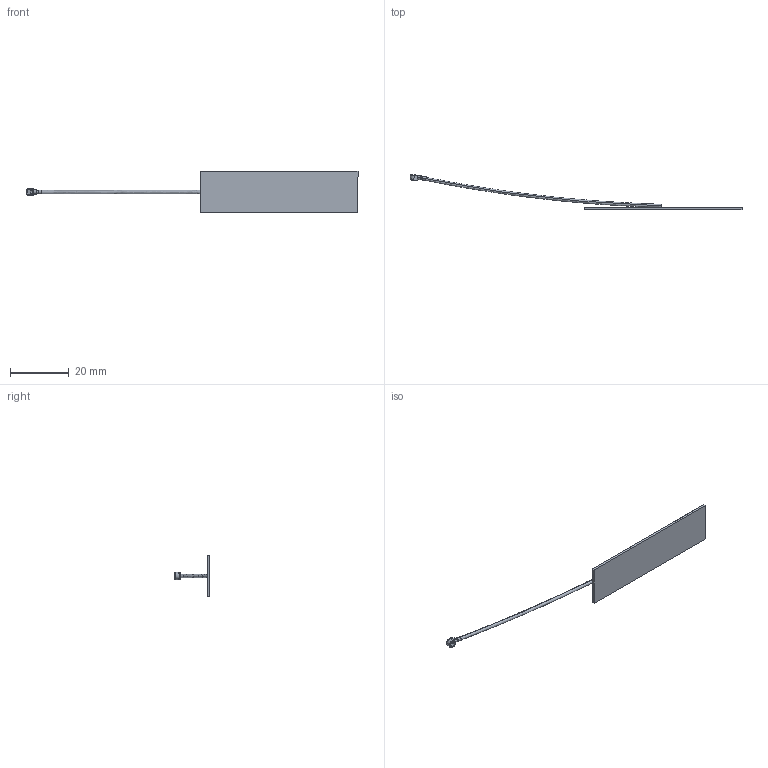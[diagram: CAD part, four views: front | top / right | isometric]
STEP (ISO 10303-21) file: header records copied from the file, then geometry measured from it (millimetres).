
FILE_DESCRIPTION (( 'STEP AP214' ), '1' );
FILE_NAME ('HG2458-05PU-UFL.STEP', '2015-01-23T14:45:23', ( 'L-Com' ), ( 'L-Com Global Connectivity' ), 'SwSTEP 2.0', 'SolidWorks 2014', '' );
FILE_SCHEMA (( 'AUTOMOTIVE_DESIGN' ));
Length unit declared in the file: inch
Products named in the file (4): HG2458-05PU-UFL_PCB; HG2458-05PU-UFL_CONNECTOR; HG2458-05PU-UFL_1.13mm Coax; HG2458-05PU-UFL
Assembly tree (3 placements, depth 2):
  HG2458-05PU-UFL
    HG2458-05PU-UFL_1.13mm Coax
    HG2458-05PU-UFL_CONNECTOR
    HG2458-05PU-UFL_PCB
Bounding box: 113.5 x 12.14 x 14.03 mm (x, y, z)
Volume: 649.4 mm3; surface area: 1976.9 mm2
Topology: 3 solids, 3 shells, 150 faces, 407 edges, 261 vertices
Faces by surface type: plane 97, cylinder 37, torus 9, bspline 5, sphere 2
Entity records: 5208 total; most frequent: CARTESIAN_POINT 1220, ORIENTED_EDGE 810, DIRECTION 771, EDGE_CURVE 405, LINE 267, VECTOR 267, VERTEX_POINT 261, AXIS2_PLACEMENT_3D 252
